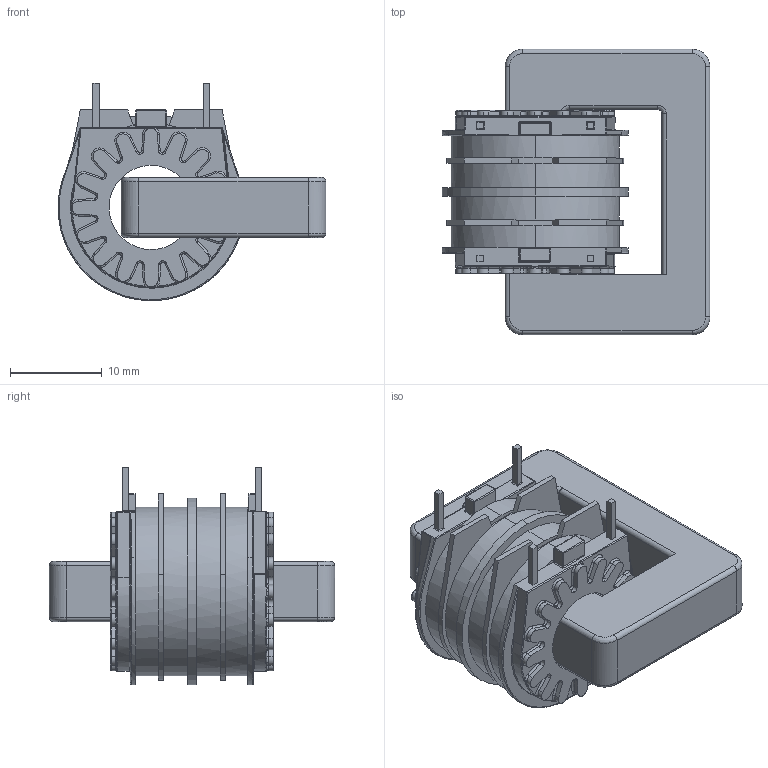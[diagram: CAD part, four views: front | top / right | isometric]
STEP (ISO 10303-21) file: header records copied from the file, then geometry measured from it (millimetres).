
FILE_DESCRIPTION(('FreeCAD Model'),'2;1');
FILE_NAME('Open CASCADE Shape Model','2025-04-29T10:56:12',('FreeCAD'),( 'FreeCAD'),'Open CASCADE STEP processor 7.6','FreeCAD','Unknown');
FILE_SCHEMA(('AUTOMOTIVE_DESIGN { 1 0 10303 214 1 1 1 1 }'));
Products named in the file (1): Open CASCADE STEP translator 7.6 1
Bounding box: 29.19 x 31.12 x 23.68 mm (x, y, z)
Volume: 6905.1 mm3; surface area: 4705.3 mm2
Topology: 2 solids, 2 shells, 1040 faces, 2621 edges, 1588 vertices
Faces by surface type: bspline 1040
Entity records: 35049 total; most frequent: CARTESIAN_POINT 20389, ORIENTED_EDGE 5208, EDGE_CURVE 2604, B_SPLINE_CURVE_WITH_KNOTS 1628, VERTEX_POINT 1588, FACE_BOUND 1064, EDGE_LOOP 1064, ADVANCED_FACE 1040
